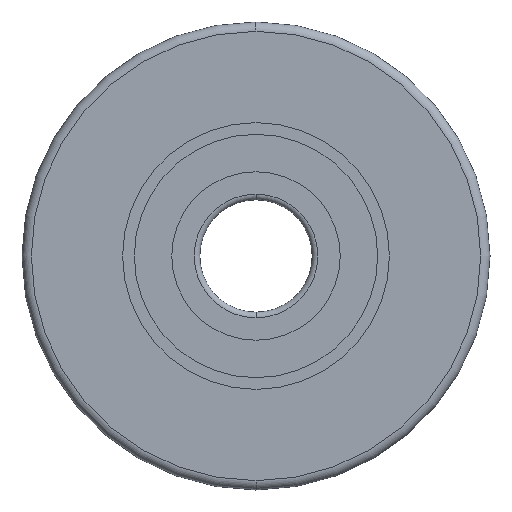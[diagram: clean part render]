
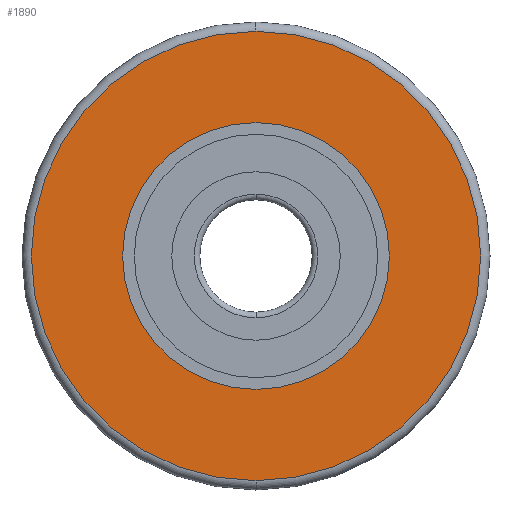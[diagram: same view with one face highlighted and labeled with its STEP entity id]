
A CAD part, left-side view. The second image highlights one B-rep face of the part: STEP entity #1890.
In plain terms, the highlighted planar face has unit normal (-1, 0, 0).
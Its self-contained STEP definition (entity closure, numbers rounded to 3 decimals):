
#87 = DIRECTION ( 'NONE',  ( 0., 0., -1. ) ) ;
#370 = VERTEX_POINT ( 'NONE', #1369 ) ;
#420 = VERTEX_POINT ( 'NONE', #1050 ) ;
#608 = DIRECTION ( 'NONE',  ( 0., 0., -1. ) ) ;
#650 = CIRCLE ( 'NONE', #851, 24. ) ;
#711 = FACE_BOUND ( 'NONE', #980, .T. ) ;
#796 = CIRCLE ( 'NONE', #2223, 14.25 ) ;
#843 = CARTESIAN_POINT ( 'NONE',  ( -12.5, 14.25, 0. ) ) ;
#851 = AXIS2_PLACEMENT_3D ( 'NONE', #1906, #2105, #1171 ) ;
#980 = EDGE_LOOP ( 'NONE', ( #2211, #1887 ) ) ;
#1050 = CARTESIAN_POINT ( 'NONE',  ( -12.5, 0., 14.25 ) ) ;
#1107 = EDGE_CURVE ( 'NONE', #370, #420, #796, .T. ) ;
#1152 = FACE_OUTER_BOUND ( 'NONE', #1498, .T. ) ;
#1171 = DIRECTION ( 'NONE',  ( 0., 0., -1. ) ) ;
#1215 = CIRCLE ( 'NONE', #2161, 14.25 ) ;
#1219 = DIRECTION ( 'NONE',  ( 1., 0., 0. ) ) ;
#1229 = EDGE_CURVE ( 'NONE', #420, #370, #1215, .T. ) ;
#1272 = DIRECTION ( 'NONE',  ( 0., 0., 1. ) ) ;
#1288 = DIRECTION ( 'NONE',  ( -1., 0., 0. ) ) ;
#1369 = CARTESIAN_POINT ( 'NONE',  ( -12.5, 0., -14.25 ) ) ;
#1406 = CARTESIAN_POINT ( 'NONE',  ( -12.5, 0., 24. ) ) ;
#1459 = AXIS2_PLACEMENT_3D ( 'NONE', #1544, #1719, #608 ) ;
#1498 = EDGE_LOOP ( 'NONE', ( #2254, #1723 ) ) ;
#1544 = CARTESIAN_POINT ( 'NONE',  ( -12.5, 0., 0. ) ) ;
#1713 = EDGE_CURVE ( 'NONE', #1832, #1875, #650, .T. ) ;
#1719 = DIRECTION ( 'NONE',  ( -1., 0., 0. ) ) ;
#1723 = ORIENTED_EDGE ( 'NONE', *, *, #1713, .T. ) ;
#1783 = CIRCLE ( 'NONE', #1459, 24. ) ;
#1821 = DIRECTION ( 'NONE',  ( 0., 0., 1. ) ) ;
#1832 = VERTEX_POINT ( 'NONE', #1406 ) ;
#1875 = VERTEX_POINT ( 'NONE', #2339 ) ;
#1887 = ORIENTED_EDGE ( 'NONE', *, *, #1107, .F. ) ;
#1890 = ADVANCED_FACE ( 'NONE', ( #1152, #711 ), #1961, .F. ) ;
#1906 = CARTESIAN_POINT ( 'NONE',  ( -12.5, 0., 0. ) ) ;
#1961 = PLANE ( 'NONE',  #1966 ) ;
#1966 = AXIS2_PLACEMENT_3D ( 'NONE', #843, #1219, #87 ) ;
#2005 = DIRECTION ( 'NONE',  ( -1., 0., 0. ) ) ;
#2034 = CARTESIAN_POINT ( 'NONE',  ( -12.5, 0., 0. ) ) ;
#2105 = DIRECTION ( 'NONE',  ( -1., 0., 0. ) ) ;
#2161 = AXIS2_PLACEMENT_3D ( 'NONE', #2192, #2005, #1821 ) ;
#2192 = CARTESIAN_POINT ( 'NONE',  ( -12.5, 0., 0. ) ) ;
#2211 = ORIENTED_EDGE ( 'NONE', *, *, #1229, .F. ) ;
#2223 = AXIS2_PLACEMENT_3D ( 'NONE', #2034, #1288, #1272 ) ;
#2254 = ORIENTED_EDGE ( 'NONE', *, *, #2283, .T. ) ;
#2283 = EDGE_CURVE ( 'NONE', #1875, #1832, #1783, .T. ) ;
#2339 = CARTESIAN_POINT ( 'NONE',  ( -12.5, 0., -24. ) ) ;
